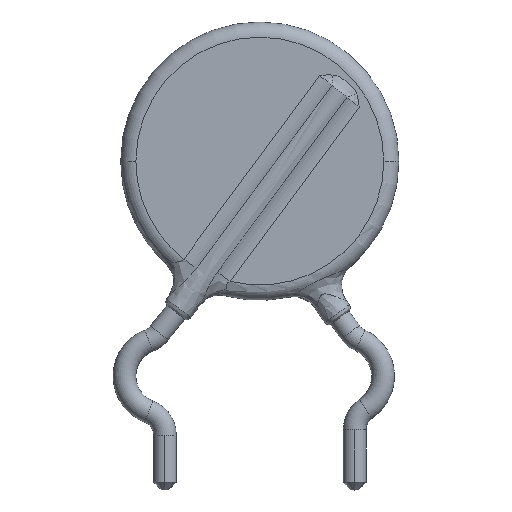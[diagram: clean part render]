
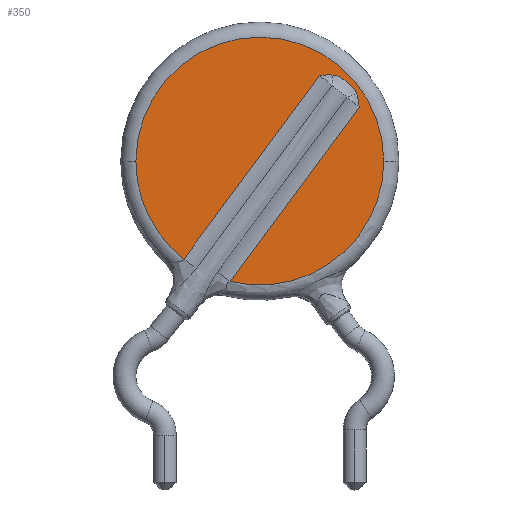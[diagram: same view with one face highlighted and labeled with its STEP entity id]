
A CAD part, top view. The second image highlights one B-rep face of the part: STEP entity #350.
In plain terms, the highlighted planar face has unit normal (0, 0, 1).
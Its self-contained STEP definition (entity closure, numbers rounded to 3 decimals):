
#3 = CARTESIAN_POINT ( 'NONE',  ( 3.833, 15.655, 0.6 ) ) ;
#5 = CIRCLE ( 'NONE', #1852, 4.9 ) ;
#56 = DIRECTION ( 'NONE',  ( 0., 0., 1. ) ) ;
#70 = VERTEX_POINT ( 'NONE', #3 ) ;
#207 = EDGE_LOOP ( 'NONE', ( #1207, #2478, #3018, #1686, #1513, #1337, #1482, #1084 ) ) ;
#250 = LINE ( 'NONE', #1570, #2817 ) ;
#256 = CARTESIAN_POINT ( 'NONE',  ( 3.526, 16.066, 0.6 ) ) ;
#312 = EDGE_CURVE ( 'NONE', #1764, #3138, #3059, .T. ) ;
#350 = ADVANCED_FACE ( 'NONE', ( #1608 ), #571, .T. ) ;
#373 = AXIS2_PLACEMENT_3D ( 'NONE', #878, #2879, #2847 ) ;
#543 = CARTESIAN_POINT ( 'NONE',  ( 3.833, 15.655, 0.6 ) ) ;
#571 = PLANE ( 'NONE',  #1889 ) ;
#617 = EDGE_CURVE ( 'NONE', #1427, #718, #250, .T. ) ;
#621 = DIRECTION ( 'NONE',  ( 1., 0., 0. ) ) ;
#703 = CARTESIAN_POINT ( 'NONE',  ( 2.72, 16.421, 0.6 ) ) ;
#718 = VERTEX_POINT ( 'NONE', #1259 ) ;
#735 = VERTEX_POINT ( 'NONE', #1957 ) ;
#786 = CARTESIAN_POINT ( 'NONE',  ( 2.897, 16.403, 0.6 ) ) ;
#837 = EDGE_CURVE ( 'NONE', #1529, #70, #2375, .T. ) ;
#843 = CARTESIAN_POINT ( 'NONE',  ( 4.9, 13., 0.6 ) ) ;
#852 = EDGE_CURVE ( 'NONE', #70, #1764, #1150, .T. ) ;
#878 = CARTESIAN_POINT ( 'NONE',  ( 0., 13., 0.6 ) ) ;
#1084 = ORIENTED_EDGE ( 'NONE', *, *, #2957, .T. ) ;
#1117 = AXIS2_PLACEMENT_3D ( 'NONE', #1953, #1431, #3215 ) ;
#1150 = B_SPLINE_CURVE_WITH_KNOTS ( 'NONE', 3,
 ( #1561, #2825, #2813, #1579 ),
 .UNSPECIFIED., .F., .F.,
 ( 4, 4 ),
 ( 0., 0.001 ),
 .UNSPECIFIED. ) ;
#1207 = ORIENTED_EDGE ( 'NONE', *, *, #617, .T. ) ;
#1259 = CARTESIAN_POINT ( 'NONE',  ( 2.367, 16.382, 0.6 ) ) ;
#1308 = CARTESIAN_POINT ( 'NONE',  ( 3.74, 15.843, 0.6 ) ) ;
#1311 = DIRECTION ( 'NONE',  ( 1., 0., 0. ) ) ;
#1337 = ORIENTED_EDGE ( 'NONE', *, *, #2339, .T. ) ;
#1367 = CARTESIAN_POINT ( 'NONE',  ( -1.174, 8.243, 0.6 ) ) ;
#1427 = VERTEX_POINT ( 'NONE', #1594 ) ;
#1431 = DIRECTION ( 'NONE',  ( 0., 0., 1. ) ) ;
#1482 = ORIENTED_EDGE ( 'NONE', *, *, #2892, .T. ) ;
#1513 = ORIENTED_EDGE ( 'NONE', *, *, #312, .T. ) ;
#1528 = CARTESIAN_POINT ( 'NONE',  ( 3.28, 16.256, 0.6 ) ) ;
#1529 = VERTEX_POINT ( 'NONE', #2417 ) ;
#1561 = CARTESIAN_POINT ( 'NONE',  ( 3.833, 15.655, 0.6 ) ) ;
#1570 = CARTESIAN_POINT ( 'NONE',  ( 2.357, 16.368, 0.6 ) ) ;
#1579 = CARTESIAN_POINT ( 'NONE',  ( 3.929, 15.134, 0.6 ) ) ;
#1594 = CARTESIAN_POINT ( 'NONE',  ( -3.003, 9.128, 0.6 ) ) ;
#1608 = FACE_OUTER_BOUND ( 'NONE', #207, .T. ) ;
#1632 = B_SPLINE_CURVE_WITH_KNOTS ( 'NONE', 3,
 ( #3237, #2728, #703, #2998 ),
 .UNSPECIFIED., .F., .F.,
 ( 4, 4 ),
 ( 0., 0.001 ),
 .UNSPECIFIED. ) ;
#1686 = ORIENTED_EDGE ( 'NONE', *, *, #852, .T. ) ;
#1764 = VERTEX_POINT ( 'NONE', #2072 ) ;
#1852 = AXIS2_PLACEMENT_3D ( 'NONE', #2267, #2828, #1311 ) ;
#1889 = AXIS2_PLACEMENT_3D ( 'NONE', #3134, #56, #621 ) ;
#1953 = CARTESIAN_POINT ( 'NONE',  ( 0., 13., 0.6 ) ) ;
#1957 = CARTESIAN_POINT ( 'NONE',  ( -4.9, 13., 0.6 ) ) ;
#2026 = CARTESIAN_POINT ( 'NONE',  ( 3.365, 16.195, 0.6 ) ) ;
#2044 = VERTEX_POINT ( 'NONE', #843 ) ;
#2060 = CARTESIAN_POINT ( 'NONE',  ( 3.099, 16.354, 0.6 ) ) ;
#2072 = CARTESIAN_POINT ( 'NONE',  ( 3.929, 15.134, 0.6 ) ) ;
#2075 = CARTESIAN_POINT ( 'NONE',  ( 3.603, 15.998, 0.6 ) ) ;
#2267 = CARTESIAN_POINT ( 'NONE',  ( 0., 13., 0.6 ) ) ;
#2284 = DIRECTION ( 'NONE',  ( 0.595, 0.804, 0. ) ) ;
#2285 = CARTESIAN_POINT ( 'NONE',  ( -1.271, 8.111, 0.6 ) ) ;
#2339 = EDGE_CURVE ( 'NONE', #3138, #2044, #3022, .T. ) ;
#2375 = B_SPLINE_CURVE_WITH_KNOTS ( 'NONE', 3,
 ( #786, #2550, #2060, #1528, #2026, #256, #2075, #1308, #3067, #543 ),
 .UNSPECIFIED., .F., .F.,
 ( 4, 2, 2, 2, 4 ),
 ( 0., 0., 0.001, 0.001, 0.001 ),
 .UNSPECIFIED. ) ;
#2417 = CARTESIAN_POINT ( 'NONE',  ( 2.897, 16.403, 0.6 ) ) ;
#2478 = ORIENTED_EDGE ( 'NONE', *, *, #2850, .T. ) ;
#2527 = DIRECTION ( 'NONE',  ( -0.595, -0.804, 0. ) ) ;
#2550 = CARTESIAN_POINT ( 'NONE',  ( 3.001, 16.393, 0.6 ) ) ;
#2728 = CARTESIAN_POINT ( 'NONE',  ( 2.543, 16.401, 0.6 ) ) ;
#2813 = CARTESIAN_POINT ( 'NONE',  ( 3.909, 15.311, 0.6 ) ) ;
#2817 = VECTOR ( 'NONE', #2284, 1000. ) ;
#2825 = CARTESIAN_POINT ( 'NONE',  ( 3.889, 15.487, 0.6 ) ) ;
#2828 = DIRECTION ( 'NONE',  ( 0., 0., 1. ) ) ;
#2845 = CIRCLE ( 'NONE', #1117, 4.9 ) ;
#2847 = DIRECTION ( 'NONE',  ( 1., 0., 0. ) ) ;
#2850 = EDGE_CURVE ( 'NONE', #718, #1529, #1632, .T. ) ;
#2879 = DIRECTION ( 'NONE',  ( 0., 0., 1. ) ) ;
#2892 = EDGE_CURVE ( 'NONE', #2044, #735, #5, .T. ) ;
#2957 = EDGE_CURVE ( 'NONE', #735, #1427, #2845, .T. ) ;
#2998 = CARTESIAN_POINT ( 'NONE',  ( 2.897, 16.403, 0.6 ) ) ;
#3018 = ORIENTED_EDGE ( 'NONE', *, *, #837, .T. ) ;
#3022 = CIRCLE ( 'NONE', #373, 4.9 ) ;
#3059 = LINE ( 'NONE', #2285, #3111 ) ;
#3067 = CARTESIAN_POINT ( 'NONE',  ( 3.799, 15.755, 0.6 ) ) ;
#3111 = VECTOR ( 'NONE', #2527, 1000. ) ;
#3134 = CARTESIAN_POINT ( 'NONE',  ( 0., -12.284, 0.6 ) ) ;
#3138 = VERTEX_POINT ( 'NONE', #1367 ) ;
#3215 = DIRECTION ( 'NONE',  ( 1., 0., 0. ) ) ;
#3237 = CARTESIAN_POINT ( 'NONE',  ( 2.367, 16.382, 0.6 ) ) ;
